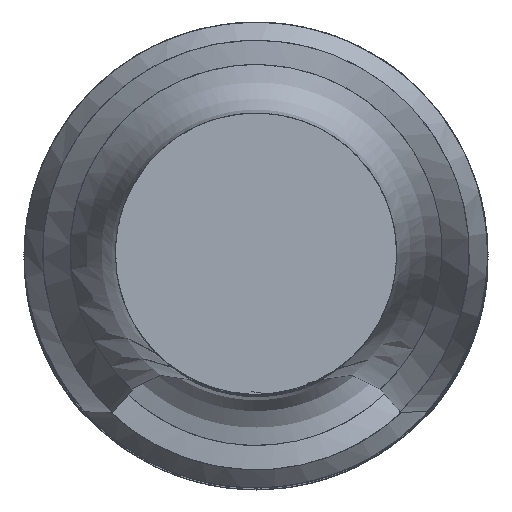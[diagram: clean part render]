
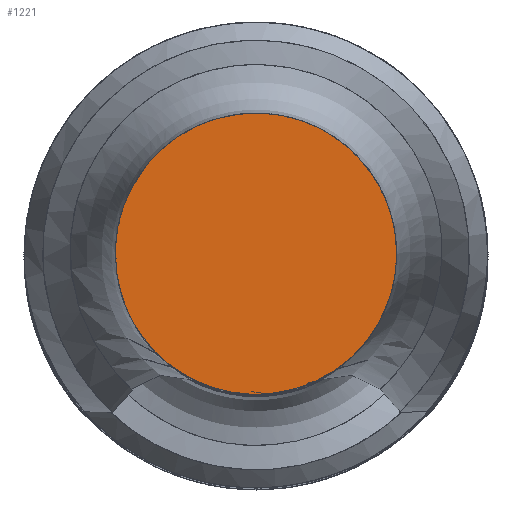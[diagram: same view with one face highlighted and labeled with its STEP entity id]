
A CAD part, top view. The second image highlights one B-rep face of the part: STEP entity #1221.
In plain terms, the highlighted free-form (B-spline) face has degree [1, 1] with [2, 2] control points.
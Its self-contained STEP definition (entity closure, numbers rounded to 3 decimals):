
#1113=CARTESIAN_POINT('',(-23.377,-23.377,315.0));
#1114=CARTESIAN_POINT('',(23.377,-23.377,315.0));
#1115=CARTESIAN_POINT('',(-23.377,23.377,315.0));
#1116=CARTESIAN_POINT('',(23.377,23.377,315.0));
#1117=QUASI_UNIFORM_SURFACE('',1,1,((#1113,#1115),(#1114,#1116)),.UNSPECIFIED.,.F.,.F.,.U.);
#1118=CARTESIAN_POINT('',(23.1,0.0,315.0));
#1119=VERTEX_POINT('',#1118);
#1120=CARTESIAN_POINT('',(23.1,0.0,315.0));
#1121=CARTESIAN_POINT('',(23.073,1.143,315.0));
#1122=CARTESIAN_POINT('',(22.99,2.276,315.0));
#1123=CARTESIAN_POINT('',(22.763,3.954,315.0));
#1124=CARTESIAN_POINT('',(22.413,5.607,315.0));
#1125=CARTESIAN_POINT('',(21.939,7.236,315.0));
#1126=CARTESIAN_POINT('',(21.342,8.84,315.0));
#1127=CARTESIAN_POINT('',(20.879,9.886,315.0));
#1128=CARTESIAN_POINT('',(20.369,10.9,315.0));
#1129=CARTESIAN_POINT('',(19.518,12.364,315.0));
#1130=CARTESIAN_POINT('',(18.561,13.757,315.0));
#1131=CARTESIAN_POINT('',(17.5,15.081,315.0));
#1132=CARTESIAN_POINT('',(16.334,16.334,315.0));
#1133=CARTESIAN_POINT('',(15.506,17.123,315.0));
#1134=CARTESIAN_POINT('',(14.647,17.866,315.0));
#1135=CARTESIAN_POINT('',(13.301,18.892,315.0));
#1136=CARTESIAN_POINT('',(11.884,19.813,315.0));
#1137=CARTESIAN_POINT('',(10.397,20.63,315.0));
#1138=CARTESIAN_POINT('',(8.84,21.342,315.0));
#1139=CARTESIAN_POINT('',(7.773,21.754,315.0));
#1140=CARTESIAN_POINT('',(6.696,22.111,315.0));
#1141=CARTESIAN_POINT('',(5.059,22.544,315.0));
#1142=CARTESIAN_POINT('',(3.397,22.853,315.0));
#1143=CARTESIAN_POINT('',(1.711,23.038,315.0));
#1144=CARTESIAN_POINT('',(0.0,23.1,315.0));
#1145=CARTESIAN_POINT('',(-1.143,23.073,315.0));
#1146=CARTESIAN_POINT('',(-2.276,22.99,315.0));
#1147=CARTESIAN_POINT('',(-3.954,22.763,315.0));
#1148=CARTESIAN_POINT('',(-5.607,22.413,315.0));
#1149=CARTESIAN_POINT('',(-7.236,21.939,315.0));
#1150=CARTESIAN_POINT('',(-8.84,21.342,315.0));
#1151=CARTESIAN_POINT('',(-9.886,20.879,315.0));
#1152=CARTESIAN_POINT('',(-10.9,20.369,315.0));
#1153=CARTESIAN_POINT('',(-12.364,19.518,315.0));
#1154=CARTESIAN_POINT('',(-13.757,18.561,315.0));
#1155=CARTESIAN_POINT('',(-15.081,17.5,315.0));
#1156=CARTESIAN_POINT('',(-16.334,16.334,315.0));
#1157=CARTESIAN_POINT('',(-17.123,15.506,315.0));
#1158=CARTESIAN_POINT('',(-17.866,14.647,315.0));
#1159=CARTESIAN_POINT('',(-18.892,13.301,315.0));
#1160=CARTESIAN_POINT('',(-19.813,11.884,315.0));
#1161=CARTESIAN_POINT('',(-20.63,10.397,315.0));
#1162=CARTESIAN_POINT('',(-21.342,8.84,315.0));
#1163=CARTESIAN_POINT('',(-21.754,7.773,315.0));
#1164=CARTESIAN_POINT('',(-22.111,6.696,315.0));
#1165=CARTESIAN_POINT('',(-22.544,5.059,315.0));
#1166=CARTESIAN_POINT('',(-22.853,3.397,315.0));
#1167=CARTESIAN_POINT('',(-23.038,1.711,315.0));
#1168=CARTESIAN_POINT('',(-23.1,0.,315.0));
#1169=CARTESIAN_POINT('',(-23.073,-1.143,315.0));
#1170=CARTESIAN_POINT('',(-22.99,-2.276,315.0));
#1171=CARTESIAN_POINT('',(-22.763,-3.954,315.0));
#1172=CARTESIAN_POINT('',(-22.413,-5.607,315.0));
#1173=CARTESIAN_POINT('',(-21.939,-7.236,315.0));
#1174=CARTESIAN_POINT('',(-21.342,-8.84,315.0));
#1175=CARTESIAN_POINT('',(-20.879,-9.886,315.0));
#1176=CARTESIAN_POINT('',(-20.369,-10.9,315.0));
#1177=CARTESIAN_POINT('',(-19.518,-12.364,315.0));
#1178=CARTESIAN_POINT('',(-18.561,-13.757,315.0));
#1179=CARTESIAN_POINT('',(-17.5,-15.081,315.0));
#1180=CARTESIAN_POINT('',(-16.334,-16.334,315.0));
#1181=CARTESIAN_POINT('',(-15.506,-17.123,315.0));
#1182=CARTESIAN_POINT('',(-14.647,-17.866,315.0));
#1183=CARTESIAN_POINT('',(-13.301,-18.892,315.0));
#1184=CARTESIAN_POINT('',(-11.884,-19.813,315.0));
#1185=CARTESIAN_POINT('',(-10.397,-20.63,315.0));
#1186=CARTESIAN_POINT('',(-8.84,-21.342,315.0));
#1187=CARTESIAN_POINT('',(-7.773,-21.754,315.0));
#1188=CARTESIAN_POINT('',(-6.696,-22.111,315.0));
#1189=CARTESIAN_POINT('',(-5.059,-22.544,315.0));
#1190=CARTESIAN_POINT('',(-3.397,-22.853,315.0));
#1191=CARTESIAN_POINT('',(-1.711,-23.038,315.0));
#1192=CARTESIAN_POINT('',(0.,-23.1,315.0));
#1193=CARTESIAN_POINT('',(1.143,-23.073,315.0));
#1194=CARTESIAN_POINT('',(2.276,-22.99,315.0));
#1195=CARTESIAN_POINT('',(3.954,-22.763,315.0));
#1196=CARTESIAN_POINT('',(5.607,-22.413,315.0));
#1197=CARTESIAN_POINT('',(7.236,-21.939,315.0));
#1198=CARTESIAN_POINT('',(8.84,-21.342,315.0));
#1199=CARTESIAN_POINT('',(9.886,-20.879,315.0));
#1200=CARTESIAN_POINT('',(10.9,-20.369,315.0));
#1201=CARTESIAN_POINT('',(12.364,-19.518,315.0));
#1202=CARTESIAN_POINT('',(13.757,-18.561,315.0));
#1203=CARTESIAN_POINT('',(15.081,-17.5,315.0));
#1204=CARTESIAN_POINT('',(16.334,-16.334,315.0));
#1205=CARTESIAN_POINT('',(17.123,-15.506,315.0));
#1206=CARTESIAN_POINT('',(17.866,-14.647,315.0));
#1207=CARTESIAN_POINT('',(18.892,-13.301,315.0));
#1208=CARTESIAN_POINT('',(19.813,-11.884,315.0));
#1209=CARTESIAN_POINT('',(20.63,-10.397,315.0));
#1210=CARTESIAN_POINT('',(21.342,-8.84,315.0));
#1211=CARTESIAN_POINT('',(21.754,-7.773,315.0));
#1212=CARTESIAN_POINT('',(22.111,-6.696,315.0));
#1213=CARTESIAN_POINT('',(22.544,-5.059,315.0));
#1214=CARTESIAN_POINT('',(22.853,-3.397,315.0));
#1215=CARTESIAN_POINT('',(23.1,0.0,315.0));
#1216=B_SPLINE_CURVE_WITH_KNOTS('',1,(#1120,#1121,#1122,#1123,#1124,#1125,#1126,#1127,#1128,#1129,#1130,#1131,#1132,#1133,#1134,#1135,#1136,#1137,#1138,#1139,#1140,#1141,#1142,#1143,#1144,#1145,#1146,#1147,#1148,#1149,#1150,#1151,#1152,#1153,#1154,#1155,#1156,#1157,#1158,#1159,#1160,#1161,#1162,#1163,#1164,#1165,#1166,#1167,#1168,#1169,#1170,#1171,#1172,#1173,#1174,#1175,#1176,#1177,#1178,#1179,#1180,#1181,#1182,#1183,#1184,#1185,#1186,#1187,#1188,#1189,#1190,#1191,#1192,#1193,#1194,#1195,#1196,#1197,#1198,#1199,#1200,#1201,#1202,#1203,#1204,#1205,#1206,#1207,#1208,#1209,#1210,#1211,#1212,#1213,#1214,#1215),.UNSPECIFIED.,.T.,.U.,(2,1,1,1,1,1,1,1,1,1,1,1,1,1,1,1,1,1,1,1,1,1,1,1,1,1,1,1,1,1,1,1,1,1,1,1,1,1,1,1,1,1,1,1,1,1,1,1,1,1,1,1,1,1,1,1,1,1,1,1,1,1,1,1,1,1,1,1,1,1,1,1,1,1,1,1,1,1,1,1,1,1,1,1,1,1,1,1,1,1,1,1,1,1,1,2),(0.0,0.008,0.016,0.027,0.039,0.051,0.063,0.07,0.078,0.09,0.102,0.113,0.125,0.133,0.141,0.152,0.164,0.176,0.188,0.195,0.203,0.215,0.227,0.238,0.25,0.258,0.266,0.277,0.289,0.301,0.313,0.32,0.328,0.34,0.352,0.363,0.375,0.383,0.391,0.402,0.414,0.426,0.438,0.445,0.453,0.465,0.477,0.488,0.5,0.508,0.516,0.527,0.539,0.551,0.563,0.57,0.578,0.59,0.602,0.613,0.625,0.633,0.641,0.652,0.664,0.676,0.688,0.695,0.703,0.715,0.727,0.738,0.75,0.758,0.766,0.777,0.789,0.801,0.813,0.82,0.828,0.84,0.852,0.863,0.875,0.883,0.891,0.902,0.914,0.926,0.938,0.945,0.953,0.965,0.977,1.0),.UNSPECIFIED.);
#1217=EDGE_CURVE('',#1119,#1119,#1216,.T.);
#1218=ORIENTED_EDGE('',*,*,#1217,.T.);
#1219=EDGE_LOOP('',(#1218));
#1220=FACE_OUTER_BOUND('',#1219,.T.);
#1221=ADVANCED_FACE('',(#1220),#1117,.T.);
